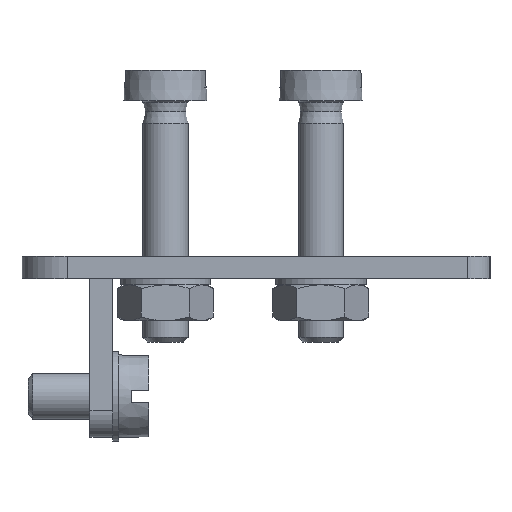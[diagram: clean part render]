
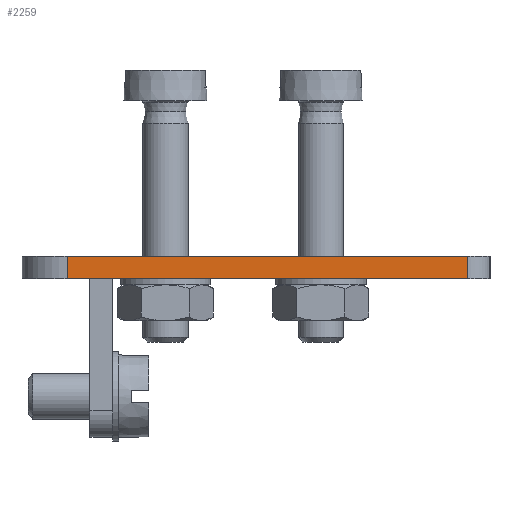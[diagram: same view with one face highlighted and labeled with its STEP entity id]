
A CAD part, left-side view. The second image highlights one B-rep face of the part: STEP entity #2259.
In plain terms, the highlighted face is planar.
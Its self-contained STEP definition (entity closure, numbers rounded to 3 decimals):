
#330=ORIENTED_EDGE('',*,*,#961,.T.);
#331=ORIENTED_EDGE('',*,*,#970,.F.);
#332=ORIENTED_EDGE('',*,*,#971,.F.);
#333=ORIENTED_EDGE('',*,*,#972,.T.);
#961=EDGE_CURVE('',#1282,#1281,#1485,.T.);
#970=EDGE_CURVE('',#1290,#1281,#1492,.T.);
#971=EDGE_CURVE('',#1291,#1290,#1493,.T.);
#972=EDGE_CURVE('',#1291,#1282,#1494,.T.);
#1281=VERTEX_POINT('',#3493);
#1282=VERTEX_POINT('',#3495);
#1290=VERTEX_POINT('',#3513);
#1291=VERTEX_POINT('',#3515);
#1485=LINE('',#3494,#1679);
#1492=LINE('',#3512,#1686);
#1493=LINE('',#3514,#1687);
#1494=LINE('',#3516,#1688);
#1679=VECTOR('',#2768,1000.);
#1686=VECTOR('',#2781,1000.);
#1687=VECTOR('',#2782,1000.);
#1688=VECTOR('',#2783,1000.);
#1853=EDGE_LOOP('',(#330,#331,#332,#333));
#2021=FACE_BOUND('',#1853,.T.);
#2185=PLANE('',#2471);
#2259=ADVANCED_FACE('',(#2021),#2185,.F.);
#2471=AXIS2_PLACEMENT_3D('',#3511,#2779,#2780);
#2768=DIRECTION('',(0.,-1.,0.));
#2779=DIRECTION('',(0.,0.,-1.));
#2780=DIRECTION('',(-1.,0.,0.));
#2781=DIRECTION('',(-1.,0.,0.));
#2782=DIRECTION('',(0.,-1.,0.));
#2783=DIRECTION('',(-1.,0.,0.));
#3493=CARTESIAN_POINT('',(0.,1.5,42.25));
#3494=CARTESIAN_POINT('',(0.,28.,42.25));
#3495=CARTESIAN_POINT('',(0.,28.,42.25));
#3511=CARTESIAN_POINT('',(1.5,28.,42.25));
#3512=CARTESIAN_POINT('',(1.5,1.5,42.25));
#3513=CARTESIAN_POINT('',(1.5,1.5,42.25));
#3514=CARTESIAN_POINT('',(1.5,28.,42.25));
#3515=CARTESIAN_POINT('',(1.5,28.,42.25));
#3516=CARTESIAN_POINT('',(1.5,28.,42.25));
